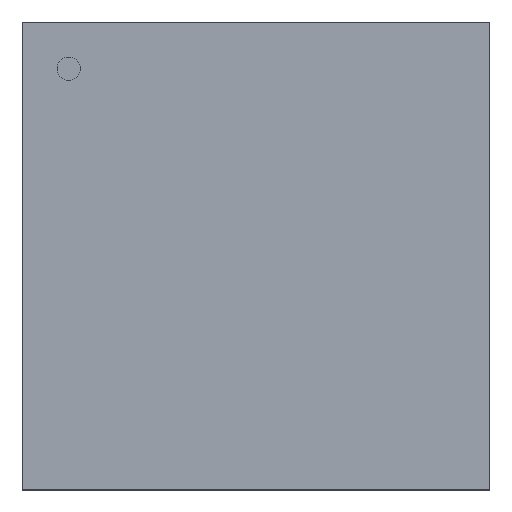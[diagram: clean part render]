
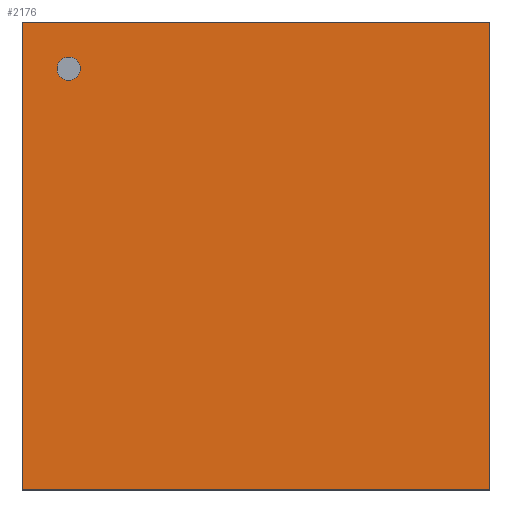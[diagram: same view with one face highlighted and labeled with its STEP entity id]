
A CAD part, top view. The second image highlights one B-rep face of the part: STEP entity #2176.
In plain terms, the highlighted planar face has unit normal (0, 0, 1).
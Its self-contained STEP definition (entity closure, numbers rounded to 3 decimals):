
#1952=CARTESIAN_POINT('',(2.197,-2.197,0.686));
#1951=VERTEX_POINT('',#1952);
#1962=CARTESIAN_POINT('',(-2.197,-2.197,0.686));
#1961=VERTEX_POINT('',#1962);
#1960=EDGE_CURVE('',#1961,#1951,#1965,.T.);
#1965=LINE('',#1962,#1967);
#1967=VECTOR('',#1968,4.394);
#1968=DIRECTION('',(1.0,0.0,0.0));
#2001=CARTESIAN_POINT('',(2.197,2.197,0.686));
#2000=VERTEX_POINT('',#2001);
#2009=EDGE_CURVE('',#1951,#2000,#2014,.T.);
#2014=LINE('',#1952,#2016);
#2016=VECTOR('',#2017,4.394);
#2017=DIRECTION('',(0.0,1.0,0.0));
#2050=CARTESIAN_POINT('',(-2.197,2.197,0.686));
#2049=VERTEX_POINT('',#2050);
#2058=EDGE_CURVE('',#2000,#2049,#2063,.T.);
#2063=LINE('',#2001,#2065);
#2065=VECTOR('',#2066,4.394);
#2066=DIRECTION('',(-1.0,0.0,0.0));
#2107=EDGE_CURVE('',#2049,#1961,#2112,.T.);
#2112=LINE('',#2050,#2114);
#2114=VECTOR('',#2115,4.394);
#2115=DIRECTION('',(0.0,-1.0,0.0));
#2176=ADVANCED_FACE('',(#2182),#2177,.T.);
#2177=PLANE('',#2178);
#2178=AXIS2_PLACEMENT_3D('',#2179,#2180,#2181);
#2179=CARTESIAN_POINT('',(-2.197,-2.197,0.686));
#2180=DIRECTION('',(0.0,0.0,1.0));
#2181=DIRECTION('',(0.,1.,0.));
#2182=FACE_OUTER_BOUND('',#2183,.T.);
#2183=EDGE_LOOP('',(#2184,#2194,#2204,#2214));
#2184=ORIENTED_EDGE('',*,*,#1960,.T.);
#2194=ORIENTED_EDGE('',*,*,#2009,.T.);
#2204=ORIENTED_EDGE('',*,*,#2058,.T.);
#2214=ORIENTED_EDGE('',*,*,#2107,.T.);
